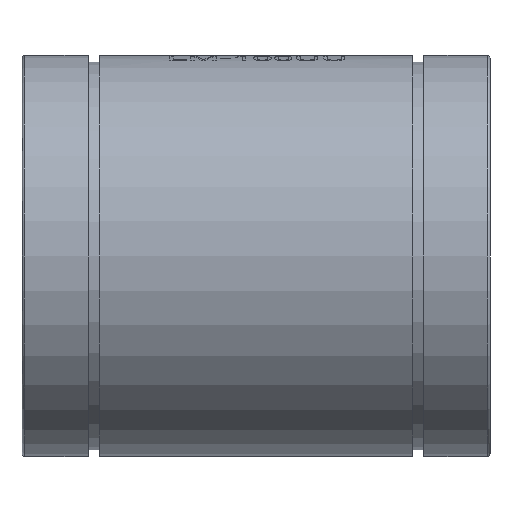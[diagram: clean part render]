
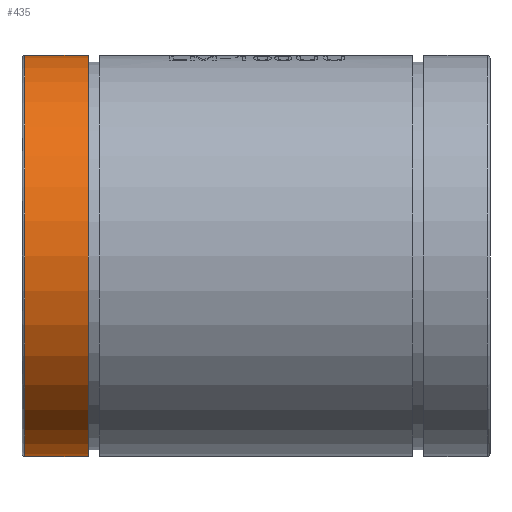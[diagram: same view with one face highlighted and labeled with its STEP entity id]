
A CAD part, front view. The second image highlights one B-rep face of the part: STEP entity #435.
In plain terms, the highlighted cylindrical face has radius 75 mm (diameter 150 mm), a full revolution.
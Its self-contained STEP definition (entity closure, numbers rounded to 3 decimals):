
#400=CYLINDRICAL_SURFACE('',#5252,75.);
#435=ADVANCED_FACE('',(#991,#992),#400,.T.);
#922=CIRCLE('',#5250,75.);
#923=CIRCLE('',#5251,75.);
#991=FACE_BOUND('',#1081,.T.);
#992=FACE_BOUND('',#1082,.T.);
#1081=EDGE_LOOP('',(#2432));
#1082=EDGE_LOOP('',(#2433));
#2432=ORIENTED_EDGE('',*,*,#4334,.T.);
#2433=ORIENTED_EDGE('',*,*,#4335,.T.);
#3854=VERTEX_POINT('',#7611);
#3855=VERTEX_POINT('',#7613);
#4334=EDGE_CURVE('',#3854,#3854,#922,.T.);
#4335=EDGE_CURVE('',#3855,#3855,#923,.T.);
#5250=AXIS2_PLACEMENT_3D('',#7610,#5652,#5653);
#5251=AXIS2_PLACEMENT_3D('',#7612,#5654,#5655);
#5252=AXIS2_PLACEMENT_3D('',#7614,#5656,#5657);
#5652=DIRECTION('',(1.,0.,0.));
#5653=DIRECTION('',(0.,0.,1.));
#5654=DIRECTION('',(-1.,0.,0.));
#5655=DIRECTION('',(0.,0.,-1.));
#5656=DIRECTION('',(-1.,0.,0.));
#5657=DIRECTION('',(0.,0.,1.));
#7610=CARTESIAN_POINT('',(1.,0.,0.));
#7611=CARTESIAN_POINT('',(1.,0.,75.));
#7612=CARTESIAN_POINT('',(24.75,0.,0.));
#7613=CARTESIAN_POINT('',(24.75,0.,-75.));
#7614=CARTESIAN_POINT('',(6.487,0.,0.));
